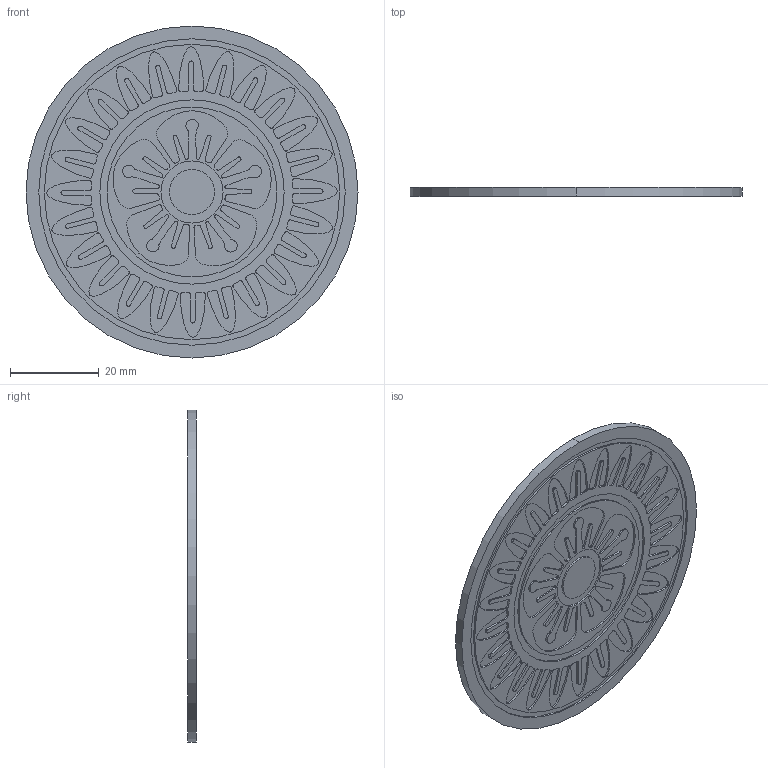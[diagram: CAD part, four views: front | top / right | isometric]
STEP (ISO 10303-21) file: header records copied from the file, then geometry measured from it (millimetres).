
FILE_DESCRIPTION (( 'STEP AP203' ), '1' );
FILE_NAME ('weight expanded.STEP', '2020-02-13T07:27:15', ( '' ), ( '' ), 'SwSTEP 2.0', 'SolidWorks 2017', '' );
FILE_SCHEMA (( 'CONFIG_CONTROL_DESIGN' ));
Length unit declared in the file: millimetre
Products named in the file (1): weight expanded
Bounding box: 74.75 x 2 x 74.75 mm (x, y, z)
Volume: 7981.6 mm3; surface area: 10097.2 mm2
Topology: 1 solids, 1 shells, 536 faces, 1497 edges, 998 vertices
Faces by surface type: cylinder 295, plane 193, bspline 48
Entity records: 18372 total; most frequent: CARTESIAN_POINT 4232, ORIENTED_EDGE 2994, DIRECTION 2969, EDGE_CURVE 1497, AXIS2_PLACEMENT_3D 1079, VERTEX_POINT 998, VECTOR 811, LINE 811
